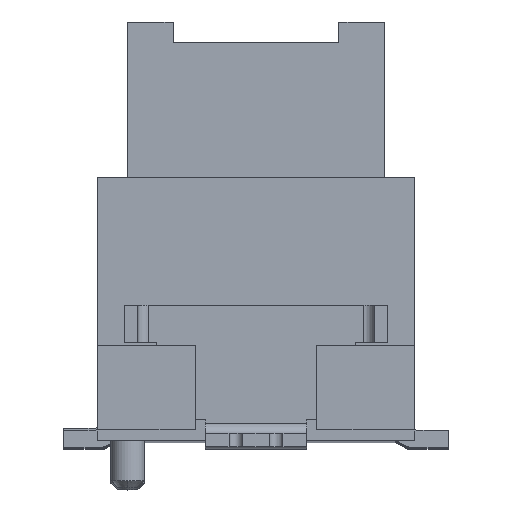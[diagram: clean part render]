
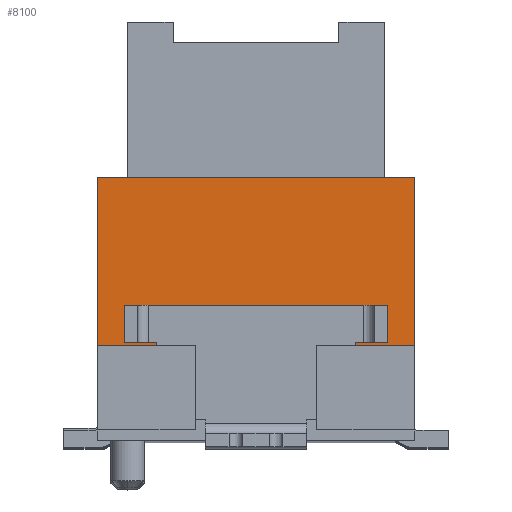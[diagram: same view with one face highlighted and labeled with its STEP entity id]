
A CAD part, top view. The second image highlights one B-rep face of the part: STEP entity #8100.
In plain terms, the highlighted planar face has unit normal (0, 0, 1).
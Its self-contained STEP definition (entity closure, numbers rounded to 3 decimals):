
#6750=CARTESIAN_POINT('',(-3.276,-0.16,1.875));
#6760=DIRECTION('',(0.,0.,1.));
#6770=DIRECTION('',(1.,0.,0.));
#6780=AXIS2_PLACEMENT_3D('',#6750,#6760,#6770);
#6790=PLANE('',#6780);
#6800=CARTESIAN_POINT('',(0.,3.838,1.875));
#6810=DIRECTION('',(1.,0.,0.));
#6820=VECTOR('',#6810,1.);
#6830=LINE('',#6800,#6820);
#6840=CARTESIAN_POINT('',(-3.159,3.838,1.875));
#6850=VERTEX_POINT('',#6840);
#6860=CARTESIAN_POINT('',(1.541,3.838,1.875));
#6870=VERTEX_POINT('',#6860);
#6880=EDGE_CURVE('',#6850,#6870,#6830,.T.);
#6890=ORIENTED_EDGE('',*,*,#6880,.F.);
#6900=CARTESIAN_POINT('',(1.541,0.,1.875));
#6910=DIRECTION('',(0.,1.,0.));
#6920=VECTOR('',#6910,1.);
#6930=LINE('',#6900,#6920);
#6940=CARTESIAN_POINT('',(1.541,1.338,1.875));
#6950=VERTEX_POINT('',#6940);
#6960=EDGE_CURVE('',#6950,#6870,#6930,.T.);
#6970=ORIENTED_EDGE('',*,*,#6960,.T.);
#6980=CARTESIAN_POINT('',(0.,1.338,1.875));
#6990=DIRECTION('',(1.,0.,0.));
#7000=VECTOR('',#6990,1.);
#7010=LINE('',#6980,#7000);
#7020=CARTESIAN_POINT('',(0.691,1.338,1.875));
#7030=VERTEX_POINT('',#7020);
#7040=EDGE_CURVE('',#7030,#6950,#7010,.T.);
#7050=ORIENTED_EDGE('',*,*,#7040,.T.);
#7060=CARTESIAN_POINT('',(0.691,0.,1.875));
#7070=DIRECTION('',(0.,-1.,0.));
#7080=VECTOR('',#7070,1.);
#7090=LINE('',#7060,#7080);
#7100=CARTESIAN_POINT('',(0.691,0.438,1.875));
#7110=VERTEX_POINT('',#7100);
#7120=EDGE_CURVE('',#7030,#7110,#7090,.T.);
#7130=ORIENTED_EDGE('',*,*,#7120,.F.);
#7140=CARTESIAN_POINT('',(0.,0.438,1.875));
#7150=DIRECTION('',(1.,0.,0.));
#7160=VECTOR('',#7150,1.);
#7170=LINE('',#7140,#7160);
#7180=CARTESIAN_POINT('',(0.666,0.438,1.875));
#7190=VERTEX_POINT('',#7180);
#7200=EDGE_CURVE('',#7190,#7110,#7170,.T.);
#7210=ORIENTED_EDGE('',*,*,#7200,.T.);
#7220=CARTESIAN_POINT('',(0.666,0.,1.875));
#7230=DIRECTION('',(0.,-1.,0.));
#7240=VECTOR('',#7230,1.);
#7250=LINE('',#7220,#7240);
#7260=CARTESIAN_POINT('',(0.666,1.388,1.875));
#7270=VERTEX_POINT('',#7260);
#7280=EDGE_CURVE('',#7270,#7190,#7250,.T.);
#7290=ORIENTED_EDGE('',*,*,#7280,.T.);
#7300=CARTESIAN_POINT('',(0.,1.388,1.875));
#7310=DIRECTION('',(-1.,0.,0.));
#7320=VECTOR('',#7310,1.);
#7330=LINE('',#7300,#7320);
#7340=CARTESIAN_POINT('',(0.841,1.388,1.875));
#7350=VERTEX_POINT('',#7340);
#7360=EDGE_CURVE('',#7350,#7270,#7330,.T.);
#7370=ORIENTED_EDGE('',*,*,#7360,.T.);
#7380=CARTESIAN_POINT('',(0.841,-0.04,1.875));
#7390=DIRECTION('',(0.,1.,0.));
#7400=VECTOR('',#7390,1.);
#7410=LINE('',#7380,#7400);
#7420=CARTESIAN_POINT('',(0.841,1.938,1.875));
#7430=VERTEX_POINT('',#7420);
#7440=EDGE_CURVE('',#7350,#7430,#7410,.T.);
#7450=ORIENTED_EDGE('',*,*,#7440,.F.);
#7460=CARTESIAN_POINT('',(0.,1.938,1.875));
#7470=DIRECTION('',(-1.,0.,0.));
#7480=VECTOR('',#7470,1.);
#7490=LINE('',#7460,#7480);
#7500=CARTESIAN_POINT('',(-2.459,1.938,1.875));
#7510=VERTEX_POINT('',#7500);
#7520=EDGE_CURVE('',#7430,#7510,#7490,.T.);
#7530=ORIENTED_EDGE('',*,*,#7520,.F.);
#7540=CARTESIAN_POINT('',(-2.459,1.561,1.875));
#7550=DIRECTION('',(0.,1.,0.));
#7560=VECTOR('',#7550,1.);
#7570=LINE('',#7540,#7560);
#7580=CARTESIAN_POINT('',(-2.459,1.388,1.875));
#7590=VERTEX_POINT('',#7580);
#7600=EDGE_CURVE('',#7590,#7510,#7570,.T.);
#7610=ORIENTED_EDGE('',*,*,#7600,.T.);
#7620=CARTESIAN_POINT('',(0.,1.388,1.875));
#7630=DIRECTION('',(1.,0.,0.));
#7640=VECTOR('',#7630,1.);
#7650=LINE('',#7620,#7640);
#7660=CARTESIAN_POINT('',(-2.284,1.388,1.875));
#7670=VERTEX_POINT('',#7660);
#7680=EDGE_CURVE('',#7590,#7670,#7650,.T.);
#7690=ORIENTED_EDGE('',*,*,#7680,.F.);
#7700=CARTESIAN_POINT('',(-2.284,0.,1.875));
#7710=DIRECTION('',(0.,-1.,0.));
#7720=VECTOR('',#7710,1.);
#7730=LINE('',#7700,#7720);
#7740=CARTESIAN_POINT('',(-2.284,0.438,1.875));
#7750=VERTEX_POINT('',#7740);
#7760=EDGE_CURVE('',#7670,#7750,#7730,.T.);
#7770=ORIENTED_EDGE('',*,*,#7760,.F.);
#7780=CARTESIAN_POINT('',(0.,0.438,1.875));
#7790=DIRECTION('',(-1.,0.,0.));
#7800=VECTOR('',#7790,1.);
#7810=LINE('',#7780,#7800);
#7820=CARTESIAN_POINT('',(-2.309,0.438,1.875));
#7830=VERTEX_POINT('',#7820);
#7840=EDGE_CURVE('',#7750,#7830,#7810,.T.);
#7850=ORIENTED_EDGE('',*,*,#7840,.F.);
#7860=CARTESIAN_POINT('',(-2.309,0.,1.875));
#7870=DIRECTION('',(0.,1.,0.));
#7880=VECTOR('',#7870,1.);
#7890=LINE('',#7860,#7880);
#7900=CARTESIAN_POINT('',(-2.309,1.338,1.875));
#7910=VERTEX_POINT('',#7900);
#7920=EDGE_CURVE('',#7830,#7910,#7890,.T.);
#7930=ORIENTED_EDGE('',*,*,#7920,.F.);
#7940=CARTESIAN_POINT('',(0.,1.338,1.875));
#7950=DIRECTION('',(1.,0.,0.));
#7960=VECTOR('',#7950,1.);
#7970=LINE('',#7940,#7960);
#7980=CARTESIAN_POINT('',(-3.159,1.338,1.875));
#7990=VERTEX_POINT('',#7980);
#8000=EDGE_CURVE('',#7990,#7910,#7970,.T.);
#8010=ORIENTED_EDGE('',*,*,#8000,.T.);
#8020=CARTESIAN_POINT('',(-3.159,0.,1.875));
#8030=DIRECTION('',(0.,1.,0.));
#8040=VECTOR('',#8030,1.);
#8050=LINE('',#8020,#8040);
#8060=EDGE_CURVE('',#7990,#6850,#8050,.T.);
#8070=ORIENTED_EDGE('',*,*,#8060,.F.);
#8080=EDGE_LOOP('',(#8070,#8010,#7930,#7850,#7770,#7690,#7610,#7530,
#7450,#7370,#7290,#7210,#7130,#7050,#6970,#6890));
#8090=FACE_OUTER_BOUND('',#8080,.T.);
#8100=ADVANCED_FACE('',(#8090),#6790,.T.);
